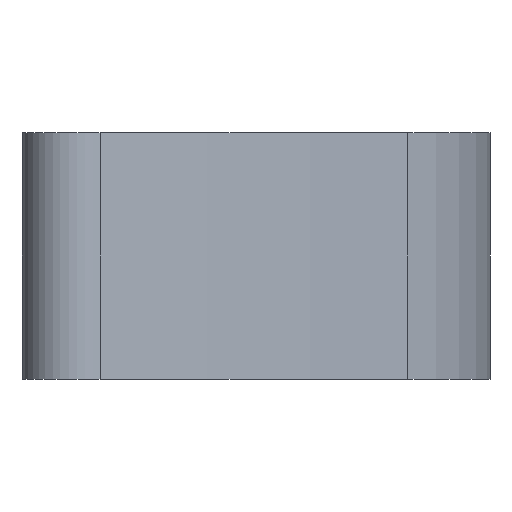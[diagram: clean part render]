
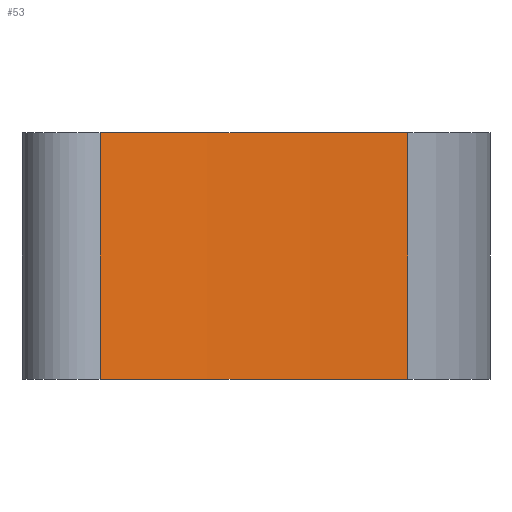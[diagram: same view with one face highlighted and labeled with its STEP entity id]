
A CAD part, front view. The second image highlights one B-rep face of the part: STEP entity #53.
In plain terms, the highlighted cylindrical face has radius 55 mm (diameter 110 mm), a partial arc.
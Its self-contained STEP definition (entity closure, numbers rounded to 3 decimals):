
#34=CYLINDRICAL_SURFACE('',#202,55.);
#40=CIRCLE('',#200,55.);
#41=CIRCLE('',#201,55.);
#53=ADVANCED_FACE('',(#67),#34,.T.);
#67=FACE_OUTER_BOUND('',#77,.T.);
#77=EDGE_LOOP('',(#90,#91,#92,#93));
#90=ORIENTED_EDGE('',*,*,#154,.F.);
#91=ORIENTED_EDGE('',*,*,#155,.T.);
#92=ORIENTED_EDGE('',*,*,#156,.T.);
#93=ORIENTED_EDGE('',*,*,#157,.T.);
#138=VERTEX_POINT('',#290);
#139=VERTEX_POINT('',#291);
#140=VERTEX_POINT('',#293);
#141=VERTEX_POINT('',#295);
#154=EDGE_CURVE('',#138,#139,#40,.T.);
#155=EDGE_CURVE('',#138,#140,#178,.T.);
#156=EDGE_CURVE('',#140,#141,#41,.T.);
#157=EDGE_CURVE('',#141,#139,#179,.T.);
#178=LINE('',#292,#190);
#179=LINE('',#296,#191);
#190=VECTOR('',#231,1.);
#191=VECTOR('',#234,1.);
#200=AXIS2_PLACEMENT_3D('',#289,#229,#230);
#201=AXIS2_PLACEMENT_3D('',#294,#232,#233);
#202=AXIS2_PLACEMENT_3D('',#297,#235,#236);
#229=DIRECTION('',(0.,0.,1.));
#230=DIRECTION('',(1.,0.,0.));
#231=DIRECTION('',(0.,0.,-1.));
#232=DIRECTION('',(0.,0.,1.));
#233=DIRECTION('',(1.,0.,0.));
#234=DIRECTION('',(0.,0.,1.));
#235=DIRECTION('',(0.,0.,-1.));
#236=DIRECTION('',(-1.,0.,0.));
#289=CARTESIAN_POINT('',(0.,0.,5.));
#290=CARTESIAN_POINT('',(32.083,-44.673,5.));
#291=CARTESIAN_POINT('',(38.333,-39.441,5.));
#292=CARTESIAN_POINT('',(32.083,-44.673,5.));
#293=CARTESIAN_POINT('',(32.083,-44.673,0.));
#294=CARTESIAN_POINT('',(0.,0.,0.));
#295=CARTESIAN_POINT('',(38.333,-39.441,0.));
#296=CARTESIAN_POINT('',(38.333,-39.441,5.));
#297=CARTESIAN_POINT('',(0.,0.,5.));
